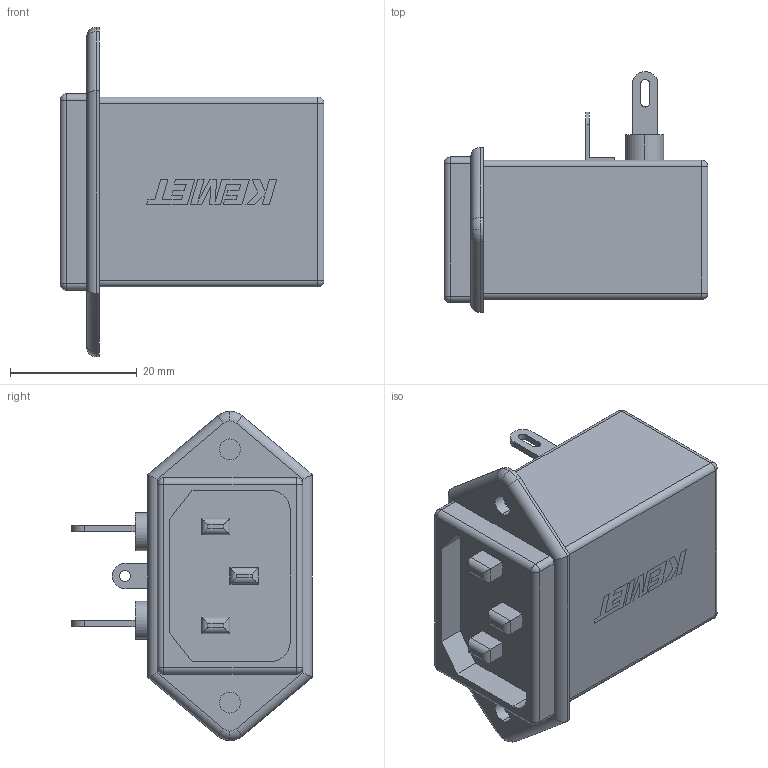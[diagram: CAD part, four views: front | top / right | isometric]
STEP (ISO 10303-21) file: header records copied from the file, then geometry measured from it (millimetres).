
FILE_DESCRIPTION (( 'STEP AP214' ), '1' );
FILE_NAME ('ENF_KGLE_L41.7W52H26.STEP', '2019-07-23T17:15:42', ( '' ), ( '' ), 'SwSTEP 2.0', 'SolidWorks 2014', '' );
FILE_SCHEMA (( 'AUTOMOTIVE_DESIGN' ));
Length unit declared in the file: millimetre
Products named in the file (1): ENF_KGLE_L41.7W52H26
Bounding box: 41.7 x 38 x 52 mm (x, y, z)
Volume: 26842.2 mm3; surface area: 7324.1 mm2
Topology: 1 solids, 1 shells, 188 faces, 472 edges, 293 vertices
Faces by surface type: plane 117, cylinder 59, sphere 8, torus 4
Entity records: 6989 total; most frequent: CARTESIAN_POINT 994, ORIENTED_EDGE 928, DIRECTION 919, EDGE_CURVE 464, VECTOR 355, LINE 355, VERTEX_POINT 293, AXIS2_PLACEMENT_3D 282
